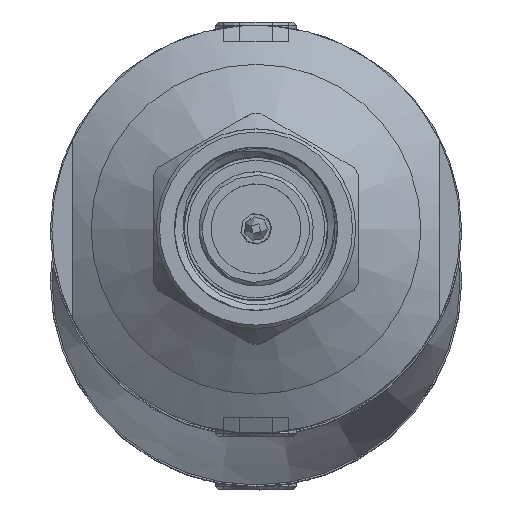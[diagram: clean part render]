
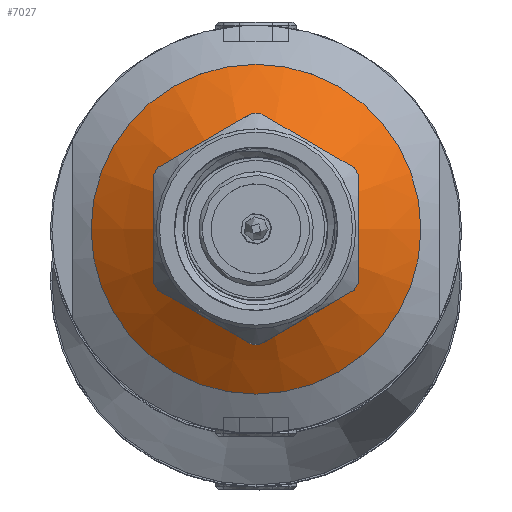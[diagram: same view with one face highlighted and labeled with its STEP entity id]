
A CAD part, top view. The second image highlights one B-rep face of the part: STEP entity #7027.
In plain terms, the highlighted conical face has half-angle 55.583 degrees and reference radius 6.413 mm.
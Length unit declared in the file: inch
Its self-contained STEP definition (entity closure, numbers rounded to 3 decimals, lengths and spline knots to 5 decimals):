
#13 = EDGE_CURVE ( 'NONE', #2325, #2325, #3382, .T. ) ;
#127 = DIRECTION ( 'NONE',  ( 0., 0., -1. ) ) ;
#228 = CARTESIAN_POINT ( 'NONE',  ( 0.59894, 0., 0. ) ) ;
#307 = CARTESIAN_POINT ( 'NONE',  ( 0.7, 0., 0.2525 ) ) ;
#418 = FACE_BOUND ( 'NONE', #7116, .T. ) ;
#498 = AXIS2_PLACEMENT_3D ( 'NONE', #3896, #7238, #3941 ) ;
#608 = EDGE_LOOP ( 'NONE', ( #3301 ) ) ;
#1151 = AXIS2_PLACEMENT_3D ( 'NONE', #228, #2915, #127 ) ;
#1977 = CARTESIAN_POINT ( 'NONE',  ( 0.7, 0., 0. ) ) ;
#2325 = VERTEX_POINT ( 'NONE', #307 ) ;
#2512 = DIRECTION ( 'NONE',  ( -1., 0., 0. ) ) ;
#2718 = EDGE_CURVE ( 'NONE', #6369, #6369, #5975, .T. ) ;
#2915 = DIRECTION ( 'NONE',  ( 1., 0., 0. ) ) ;
#3301 = ORIENTED_EDGE ( 'NONE', *, *, #13, .T. ) ;
#3382 = CIRCLE ( 'NONE', #3485, 0.2525 ) ;
#3485 = AXIS2_PLACEMENT_3D ( 'NONE', #1977, #2512, #6946 ) ;
#3896 = CARTESIAN_POINT ( 'NONE',  ( 0.7, 0., 0. ) ) ;
#3941 = DIRECTION ( 'NONE',  ( 0., 0., -1. ) ) ;
#4445 = FACE_OUTER_BOUND ( 'NONE', #608, .T. ) ;
#4713 = CONICAL_SURFACE ( 'NONE', #498, 0.2525, 0.97 ) ;
#5694 = ORIENTED_EDGE ( 'NONE', *, *, #2718, .T. ) ;
#5975 = CIRCLE ( 'NONE', #1151, 0.105 ) ;
#6369 = VERTEX_POINT ( 'NONE', #7133 ) ;
#6946 = DIRECTION ( 'NONE',  ( 0., 0., 1. ) ) ;
#7027 = ADVANCED_FACE ( 'NONE', ( #418, #4445 ), #4713, .T. ) ;
#7116 = EDGE_LOOP ( 'NONE', ( #5694 ) ) ;
#7133 = CARTESIAN_POINT ( 'NONE',  ( 0.59894, 0., -0.105 ) ) ;
#7238 = DIRECTION ( 'NONE',  ( 1., 0., 0. ) ) ;
